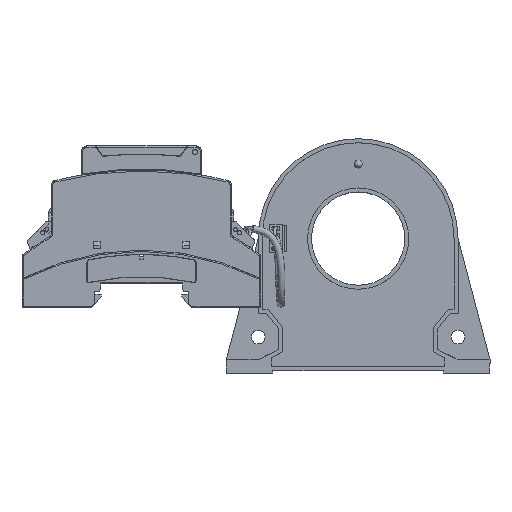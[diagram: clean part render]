
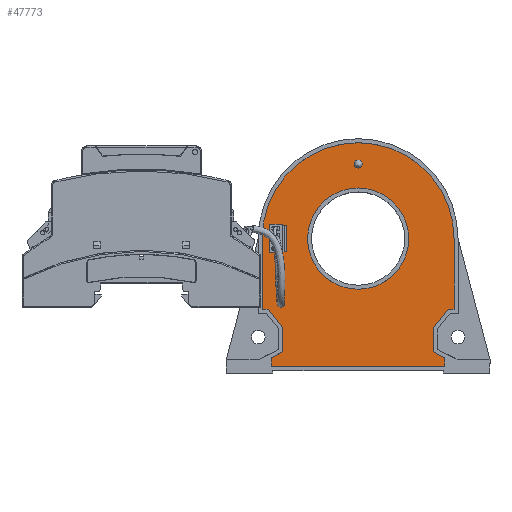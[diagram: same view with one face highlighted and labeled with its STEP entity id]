
A CAD part, top view. The second image highlights one B-rep face of the part: STEP entity #47773.
In plain terms, the highlighted planar face has unit normal (0, 0, 1).
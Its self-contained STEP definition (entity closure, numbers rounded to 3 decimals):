
#1675=FACE_BOUND('',#7910,.T.);
#1676=FACE_BOUND('',#7911,.T.);
#1677=FACE_BOUND('',#7912,.T.);
#2640=CIRCLE('',#51700,1.5);
#2642=CIRCLE('',#51704,19.);
#2670=CIRCLE('',#51781,36.);
#4903=FACE_OUTER_BOUND('',#7909,.T.);
#7909=EDGE_LOOP('',(#41257,#41258,#41259,#41260,#41261,#41262,#41263,#41264,
#41265,#41266,#41267,#41268,#41269,#41270));
#7910=EDGE_LOOP('',(#41271));
#7911=EDGE_LOOP('',(#41272));
#7912=EDGE_LOOP('',(#41273,#41274,#41275,#41276));
#12995=LINE('',#77638,#18273);
#12997=LINE('',#77642,#18275);
#12999=LINE('',#77646,#18277);
#13001=LINE('',#77650,#18279);
#13003=LINE('',#77654,#18281);
#13005=LINE('',#77658,#18283);
#13007=LINE('',#77662,#18285);
#13009=LINE('',#77666,#18287);
#13011=LINE('',#77670,#18289);
#13013=LINE('',#77674,#18291);
#13016=LINE('',#77682,#18294);
#13018=LINE('',#77686,#18296);
#13020=LINE('',#77689,#18298);
#13027=LINE('',#77708,#18305);
#13028=LINE('',#77710,#18306);
#13029=LINE('',#77712,#18307);
#13030=LINE('',#77713,#18308);
#18273=VECTOR('',#63428,1000.);
#18275=VECTOR('',#63432,1000.);
#18277=VECTOR('',#63436,1000.);
#18279=VECTOR('',#63440,1000.);
#18281=VECTOR('',#63444,1000.);
#18283=VECTOR('',#63448,1000.);
#18285=VECTOR('',#63452,1000.);
#18287=VECTOR('',#63456,1000.);
#18289=VECTOR('',#63460,1000.);
#18291=VECTOR('',#63464,1000.);
#18294=VECTOR('',#63473,1000.);
#18296=VECTOR('',#63477,1000.);
#18298=VECTOR('',#63481,1000.);
#18305=VECTOR('',#63508,1000.);
#18306=VECTOR('',#63509,1000.);
#18307=VECTOR('',#63510,1000.);
#18308=VECTOR('',#63511,1000.);
#22558=VERTEX_POINT('',#77370);
#22560=VERTEX_POINT('',#77376);
#22657=VERTEX_POINT('',#77635);
#22658=VERTEX_POINT('',#77637);
#22659=VERTEX_POINT('',#77641);
#22660=VERTEX_POINT('',#77645);
#22661=VERTEX_POINT('',#77649);
#22662=VERTEX_POINT('',#77653);
#22663=VERTEX_POINT('',#77657);
#22664=VERTEX_POINT('',#77661);
#22665=VERTEX_POINT('',#77665);
#22666=VERTEX_POINT('',#77669);
#22667=VERTEX_POINT('',#77673);
#22668=VERTEX_POINT('',#77677);
#22669=VERTEX_POINT('',#77681);
#22670=VERTEX_POINT('',#77685);
#22671=VERTEX_POINT('',#77706);
#22672=VERTEX_POINT('',#77707);
#22673=VERTEX_POINT('',#77709);
#22674=VERTEX_POINT('',#77711);
#28741=EDGE_CURVE('',#22558,#22558,#2640,.T.);
#28743=EDGE_CURVE('',#22560,#22560,#2642,.T.);
#28873=EDGE_CURVE('',#22658,#22657,#12995,.T.);
#28875=EDGE_CURVE('',#22659,#22658,#12997,.T.);
#28877=EDGE_CURVE('',#22660,#22659,#12999,.T.);
#28879=EDGE_CURVE('',#22661,#22660,#13001,.T.);
#28881=EDGE_CURVE('',#22662,#22661,#13003,.T.);
#28883=EDGE_CURVE('',#22663,#22662,#13005,.T.);
#28885=EDGE_CURVE('',#22664,#22663,#13007,.T.);
#28887=EDGE_CURVE('',#22665,#22664,#13009,.T.);
#28889=EDGE_CURVE('',#22666,#22665,#13011,.T.);
#28891=EDGE_CURVE('',#22667,#22666,#13013,.T.);
#28893=EDGE_CURVE('',#22668,#22667,#2670,.T.);
#28895=EDGE_CURVE('',#22669,#22668,#13016,.T.);
#28897=EDGE_CURVE('',#22670,#22669,#13018,.T.);
#28899=EDGE_CURVE('',#22657,#22670,#13020,.T.);
#28906=EDGE_CURVE('',#22671,#22672,#13027,.T.);
#28907=EDGE_CURVE('',#22673,#22671,#13028,.T.);
#28908=EDGE_CURVE('',#22674,#22673,#13029,.T.);
#28909=EDGE_CURVE('',#22672,#22674,#13030,.T.);
#41257=ORIENTED_EDGE('',*,*,#28893,.T.);
#41258=ORIENTED_EDGE('',*,*,#28891,.T.);
#41259=ORIENTED_EDGE('',*,*,#28889,.T.);
#41260=ORIENTED_EDGE('',*,*,#28887,.T.);
#41261=ORIENTED_EDGE('',*,*,#28885,.T.);
#41262=ORIENTED_EDGE('',*,*,#28883,.T.);
#41263=ORIENTED_EDGE('',*,*,#28881,.T.);
#41264=ORIENTED_EDGE('',*,*,#28879,.T.);
#41265=ORIENTED_EDGE('',*,*,#28877,.T.);
#41266=ORIENTED_EDGE('',*,*,#28875,.T.);
#41267=ORIENTED_EDGE('',*,*,#28873,.T.);
#41268=ORIENTED_EDGE('',*,*,#28899,.T.);
#41269=ORIENTED_EDGE('',*,*,#28897,.T.);
#41270=ORIENTED_EDGE('',*,*,#28895,.T.);
#41271=ORIENTED_EDGE('',*,*,#28741,.F.);
#41272=ORIENTED_EDGE('',*,*,#28743,.F.);
#41273=ORIENTED_EDGE('',*,*,#28906,.F.);
#41274=ORIENTED_EDGE('',*,*,#28907,.F.);
#41275=ORIENTED_EDGE('',*,*,#28908,.F.);
#41276=ORIENTED_EDGE('',*,*,#28909,.F.);
#43627=PLANE('',#51794);
#47773=ADVANCED_FACE('',(#4903,#1675,#1676,#1677),#43627,.T.);
#51700=AXIS2_PLACEMENT_3D('',#77371,#63190,#63191);
#51704=AXIS2_PLACEMENT_3D('',#77377,#63198,#63199);
#51781=AXIS2_PLACEMENT_3D('',#77678,#63468,#63469);
#51794=AXIS2_PLACEMENT_3D('',#77705,#63506,#63507);
#63190=DIRECTION('center_axis',(0.,0.,1.));
#63191=DIRECTION('ref_axis',(1.,0.,0.));
#63198=DIRECTION('center_axis',(0.,0.,1.));
#63199=DIRECTION('ref_axis',(1.,0.,0.));
#63428=DIRECTION('',(0.,1.,0.));
#63432=DIRECTION('',(-0.893,0.451,0.));
#63436=DIRECTION('',(0.021,1.,0.));
#63440=DIRECTION('',(1.,0.,0.));
#63444=DIRECTION('',(0.,-1.,0.));
#63448=DIRECTION('',(-0.893,-0.451,0.));
#63452=DIRECTION('',(0.,-1.,0.));
#63456=DIRECTION('',(0.623,-0.782,0.));
#63460=DIRECTION('',(1.,0.,0.));
#63464=DIRECTION('',(0.,-1.,0.));
#63468=DIRECTION('center_axis',(0.,0.,1.));
#63469=DIRECTION('ref_axis',(1.,0.,0.));
#63473=DIRECTION('',(0.,1.,0.));
#63477=DIRECTION('',(1.,0.,0.));
#63481=DIRECTION('',(0.623,0.782,0.));
#63506=DIRECTION('center_axis',(0.,0.,1.));
#63507=DIRECTION('ref_axis',(1.,0.,0.));
#63508=DIRECTION('',(0.,1.,0.));
#63509=DIRECTION('',(1.,0.,0.));
#63510=DIRECTION('',(0.,-1.,0.));
#63511=DIRECTION('',(-1.,0.,0.));
#77370=CARTESIAN_POINT('',(-1.5,28.,27.));
#77371=CARTESIAN_POINT('Origin',(0.,28.,27.));
#77376=CARTESIAN_POINT('',(-19.,0.,27.));
#77377=CARTESIAN_POINT('Origin',(0.,0.,27.));
#77635=CARTESIAN_POINT('',(28.312,-33.355,27.));
#77637=CARTESIAN_POINT('',(28.312,-42.538,27.));
#77638=CARTESIAN_POINT('',(28.312,-42.538,27.));
#77641=CARTESIAN_POINT('',(32.568,-44.689,27.));
#77642=CARTESIAN_POINT('',(32.568,-44.689,27.));
#77645=CARTESIAN_POINT('',(32.5,-47.922,27.));
#77646=CARTESIAN_POINT('',(32.5,-47.922,27.));
#77649=CARTESIAN_POINT('',(-32.547,-47.922,27.));
#77650=CARTESIAN_POINT('',(-32.547,-47.922,27.));
#77653=CARTESIAN_POINT('',(-32.547,-44.678,27.));
#77654=CARTESIAN_POINT('',(-32.547,-44.678,27.));
#77657=CARTESIAN_POINT('',(-28.312,-42.538,27.));
#77658=CARTESIAN_POINT('',(-28.312,-42.538,27.));
#77661=CARTESIAN_POINT('',(-28.312,-33.355,27.));
#77662=CARTESIAN_POINT('',(-28.312,-33.355,27.));
#77665=CARTESIAN_POINT('',(-33.771,-26.5,27.));
#77666=CARTESIAN_POINT('',(-33.771,-26.5,27.));
#77669=CARTESIAN_POINT('',(-36.,-26.5,27.));
#77670=CARTESIAN_POINT('',(-36.,-26.5,27.));
#77673=CARTESIAN_POINT('',(-36.,0.,27.));
#77674=CARTESIAN_POINT('',(-36.,0.,27.));
#77677=CARTESIAN_POINT('',(36.,0.,27.));
#77678=CARTESIAN_POINT('Origin',(0.,0.,27.));
#77681=CARTESIAN_POINT('',(36.,-26.5,27.));
#77682=CARTESIAN_POINT('',(36.,-26.5,27.));
#77685=CARTESIAN_POINT('',(33.771,-26.5,27.));
#77686=CARTESIAN_POINT('',(33.771,-26.5,27.));
#77689=CARTESIAN_POINT('',(28.312,-33.355,27.));
#77705=CARTESIAN_POINT('Origin',(0.,0.,27.));
#77706=CARTESIAN_POINT('',(-27.,-5.,27.));
#77707=CARTESIAN_POINT('',(-27.,5.,27.));
#77708=CARTESIAN_POINT('',(-27.,-5.,27.));
#77709=CARTESIAN_POINT('',(-33.,-5.,27.));
#77710=CARTESIAN_POINT('',(-33.,-5.,27.));
#77711=CARTESIAN_POINT('',(-33.,5.,27.));
#77712=CARTESIAN_POINT('',(-33.,-5.,27.));
#77713=CARTESIAN_POINT('',(-33.,5.,27.));
